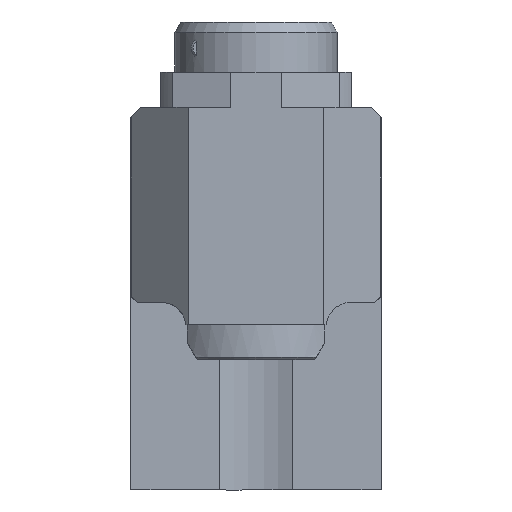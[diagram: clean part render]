
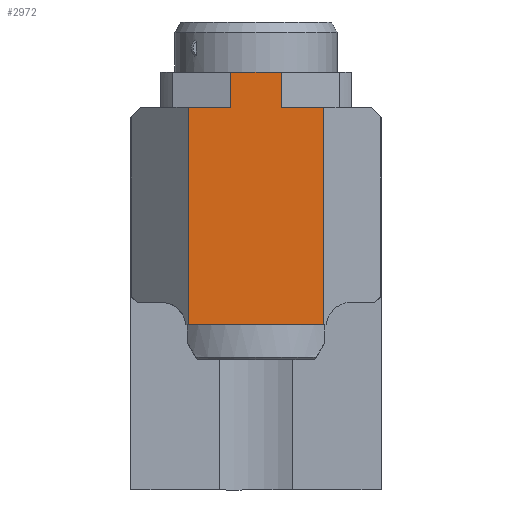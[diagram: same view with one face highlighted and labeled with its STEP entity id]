
A CAD part, left-side view. The second image highlights one B-rep face of the part: STEP entity #2972.
In plain terms, the highlighted face is planar.
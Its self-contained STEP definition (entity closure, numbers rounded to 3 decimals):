
#165=FACE_OUTER_BOUND('',#348,.T.);
#348=EDGE_LOOP('',(#2052,#2053,#2054,#2055,#2056,#2057,#2058,#2059));
#672=LINE('',#4433,#940);
#681=LINE('',#4462,#949);
#685=LINE('',#4471,#953);
#694=LINE('',#4496,#962);
#723=LINE('',#4572,#991);
#724=LINE('',#4574,#992);
#725=LINE('',#4576,#993);
#726=LINE('',#4577,#994);
#940=VECTOR('',#3497,10.);
#949=VECTOR('',#3522,10.);
#953=VECTOR('',#3530,10.);
#962=VECTOR('',#3561,10.);
#991=VECTOR('',#3616,10.);
#992=VECTOR('',#3617,10.);
#993=VECTOR('',#3618,10.);
#994=VECTOR('',#3619,10.);
#1209=VERTEX_POINT('',#4430);
#1210=VERTEX_POINT('',#4432);
#1222=VERTEX_POINT('',#4460);
#1225=VERTEX_POINT('',#4470);
#1230=VERTEX_POINT('',#4495);
#1264=VERTEX_POINT('',#4571);
#1265=VERTEX_POINT('',#4573);
#1266=VERTEX_POINT('',#4575);
#1507=EDGE_CURVE('',#1210,#1209,#672,.T.);
#1522=EDGE_CURVE('',#1209,#1222,#681,.T.);
#1526=EDGE_CURVE('',#1225,#1210,#685,.T.);
#1539=EDGE_CURVE('',#1225,#1230,#694,.T.);
#1575=EDGE_CURVE('',#1230,#1264,#723,.T.);
#1576=EDGE_CURVE('',#1265,#1222,#724,.T.);
#1577=EDGE_CURVE('',#1266,#1265,#725,.T.);
#1578=EDGE_CURVE('',#1266,#1264,#726,.T.);
#2052=ORIENTED_EDGE('',*,*,#1575,.F.);
#2053=ORIENTED_EDGE('',*,*,#1539,.F.);
#2054=ORIENTED_EDGE('',*,*,#1526,.T.);
#2055=ORIENTED_EDGE('',*,*,#1507,.T.);
#2056=ORIENTED_EDGE('',*,*,#1522,.T.);
#2057=ORIENTED_EDGE('',*,*,#1576,.F.);
#2058=ORIENTED_EDGE('',*,*,#1577,.F.);
#2059=ORIENTED_EDGE('',*,*,#1578,.T.);
#2861=PLANE('',#3190);
#2972=ADVANCED_FACE('',(#165),#2861,.T.);
#3190=AXIS2_PLACEMENT_3D('',#4570,#3614,#3615);
#3497=DIRECTION('',(0.,1.,0.));
#3522=DIRECTION('',(1.,0.,0.));
#3530=DIRECTION('',(-1.,0.,0.));
#3561=DIRECTION('',(0.,-1.,0.));
#3614=DIRECTION('center_axis',(0.,0.,-1.));
#3615=DIRECTION('ref_axis',(1.,0.,0.));
#3616=DIRECTION('',(1.,0.,0.));
#3617=DIRECTION('',(0.,-1.,0.));
#3618=DIRECTION('',(-1.,0.,0.));
#3619=DIRECTION('',(0.,-1.,0.));
#4430=CARTESIAN_POINT('',(-62.,10.,-183.));
#4432=CARTESIAN_POINT('',(-62.,-10.,-183.));
#4433=CARTESIAN_POINT('',(-62.,-25.923,-183.));
#4460=CARTESIAN_POINT('',(-48.,10.,-183.));
#4462=CARTESIAN_POINT('',(-52.,10.,-183.));
#4470=CARTESIAN_POINT('',(-48.,-10.,-183.));
#4471=CARTESIAN_POINT('',(-52.,-10.,-183.));
#4495=CARTESIAN_POINT('',(-48.,-27.,-183.));
#4496=CARTESIAN_POINT('',(-48.,50.,-183.));
#4570=CARTESIAN_POINT('Origin',(28.5,0.,
-183.));
#4571=CARTESIAN_POINT('',(39.,-27.,-183.));
#4572=CARTESIAN_POINT('',(-9.75,-27.,-183.));
#4573=CARTESIAN_POINT('',(-48.,27.,-183.));
#4574=CARTESIAN_POINT('',(-48.,50.,-183.));
#4575=CARTESIAN_POINT('',(39.,27.,-183.));
#4576=CARTESIAN_POINT('',(66.75,27.,-183.));
#4577=CARTESIAN_POINT('',(39.,-37.316,-183.));
